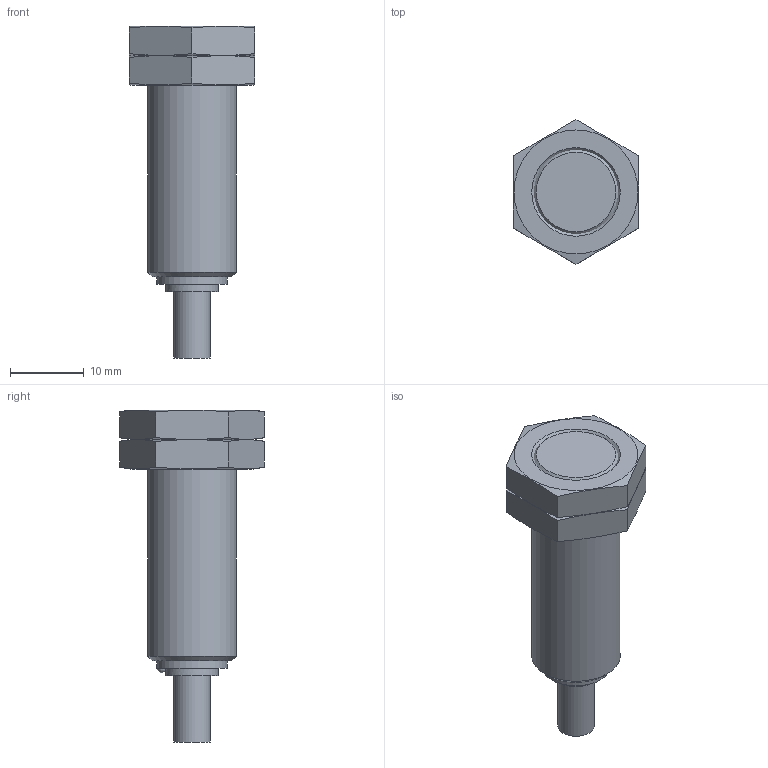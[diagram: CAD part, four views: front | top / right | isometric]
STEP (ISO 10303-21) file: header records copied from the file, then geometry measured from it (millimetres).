
FILE_DESCRIPTION(/* description */ ('STEP AP214'),/* implementation_level */ '2;1');
FILE_NAME(/* name */ '150400_SIEN-M12B-NS-K-L',/* time_stamp */ '2024-09-15T05:23:58+02:00',/* author */ ('License CC BY-ND 4.0'),/* organization */ ('CADENAS'),/* preprocessor_version */ 'ST-DEVELOPER v19.3',/* originating_system */ 'PARTsolutions',/* authorisation */ ' ');
FILE_SCHEMA (('AUTOMOTIVE_DESIGN {1 0 10303 214 3 1 1}'));
Length unit declared in the file: millimetre
Products named in the file (3): 150400 SIEN-M12B-NS-K-L---(4_0); 150400 SIEN-M12B-NS-K-Lp---(4_0); Flachmuter M12x1-4-17
Assembly tree (3 placements, depth 2):
  150400 SIEN-M12B-NS-K-L---(4_0)
    150400 SIEN-M12B-NS-K-Lp---(4_0)
    Flachmuter M12x1-4-17  x2
Bounding box: 17 x 19.63 x 45 mm (x, y, z)
Volume: 5343.4 mm3; surface area: 2983.4 mm2
Topology: 3 solids, 3 shells, 38 faces, 84 edges, 54 vertices
Faces by surface type: plane 21, cone 10, cylinder 6, sphere 1
Full cylindrical faces by diameter (mm): 5 x1, 7.1 x1, 9.5 x1, 10.917 x2, 12 x1
Entity records: 758 total; most frequent: CARTESIAN_POINT 146, DIRECTION 98, ORIENTED_EDGE 72, AXIS2_PLACEMENT_3D 46, EDGE_LOOP 41, FACE_BOUND 41, EDGE_CURVE 36, VERTEX_POINT 29
